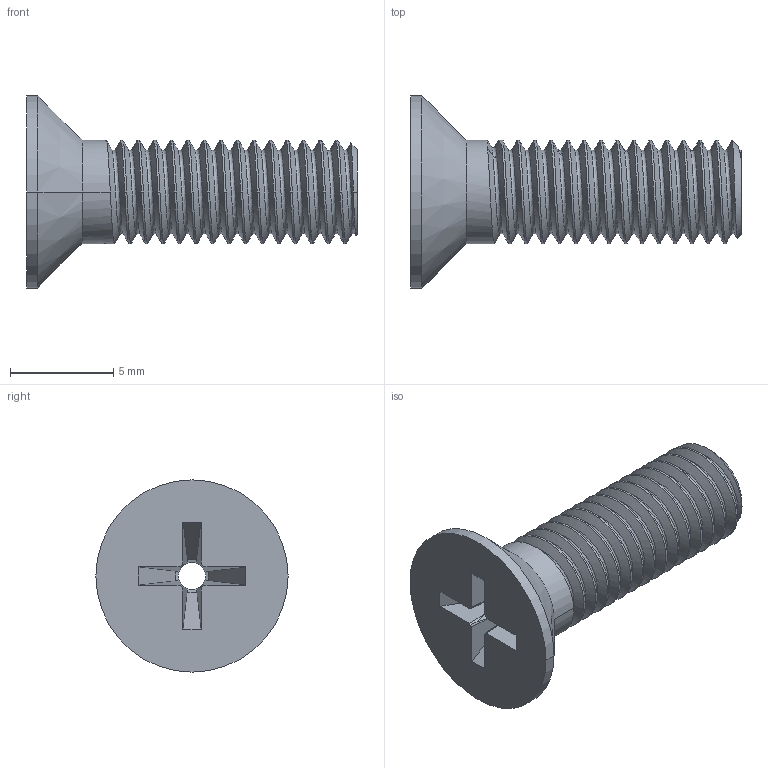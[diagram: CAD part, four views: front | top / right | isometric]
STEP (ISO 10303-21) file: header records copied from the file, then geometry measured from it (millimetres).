
FILE_DESCRIPTION((''),'2;1');
FILE_NAME('001_FLAT_HEAD_PHILLIPS_MM_ASM','2023-10-24T',('SYSTEM'),(''),'PRO/ENGINEER BY PARAMETRIC TECHNOLOGY CORPORATION, 2016360','PRO/ENGINEER BY PARAMETRIC TECHNOLOGY CORPORATION, 2016360','');
FILE_SCHEMA(('AUTOMOTIVE_DESIGN { 1 0 10303 214 1 1 1 1 }'));
Length unit declared in the file: millimetre
Products named in the file (2): MF-508; 001_FLAT_HEAD_PHILLIPS_MM_ASM
Assembly tree (1 placements, depth 2):
  001_FLAT_HEAD_PHILLIPS_MM_ASM
    MF-508
Bounding box: 16 x 9.3 x 9.3 mm (x, y, z)
Volume: 312.1 mm3; surface area: 553.2 mm2
Topology: 1 solids, 1 shells, 79 faces, 219 edges, 142 vertices
Faces by surface type: cylinder 34, plane 22, bspline 15, cone 8
Entity records: 8104 total; most frequent: CARTESIAN_POINT 6144, ORIENTED_EDGE 438, DIRECTION 257, EDGE_CURVE 219, VERTEX_POINT 142, B_SPLINE_CURVE_WITH_KNOTS 115, COLOUR_RGB 110, AXIS2_PLACEMENT_3D 86
